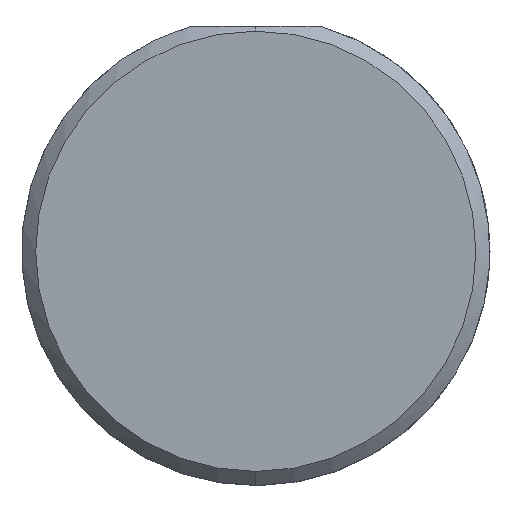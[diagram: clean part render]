
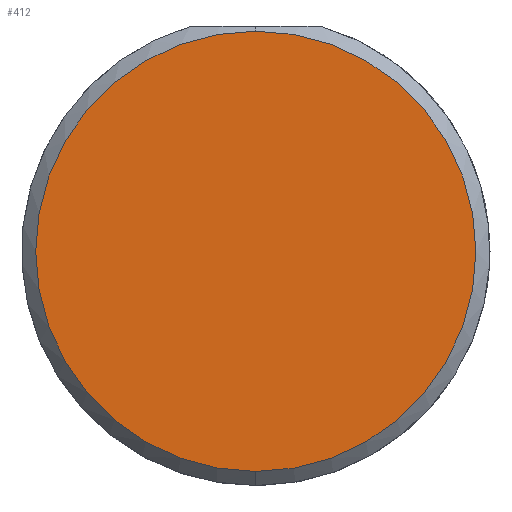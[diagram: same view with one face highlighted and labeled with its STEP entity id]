
A CAD part, left-side view. The second image highlights one B-rep face of the part: STEP entity #412.
In plain terms, the highlighted planar face has unit normal (-1, 0, 0).
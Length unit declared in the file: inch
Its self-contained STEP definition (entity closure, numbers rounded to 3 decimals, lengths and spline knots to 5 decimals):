
#17 = DIRECTION ( 'NONE',  ( -1., 0., 0. ) ) ;
#83 = FACE_OUTER_BOUND ( 'NONE', #659, .T. ) ;
#85 = DIRECTION ( 'NONE',  ( 0., 0., 1. ) ) ;
#97 = DIRECTION ( 'NONE',  ( 0., 0., -1. ) ) ;
#158 = ORIENTED_EDGE ( 'NONE', *, *, #769, .T. ) ;
#194 = AXIS2_PLACEMENT_3D ( 'NONE', #584, #467, #97 ) ;
#249 = VERTEX_POINT ( 'NONE', #320 ) ;
#251 = AXIS2_PLACEMENT_3D ( 'NONE', #583, #17, #85 ) ;
#320 = CARTESIAN_POINT ( 'NONE',  ( 0., 0., -0.23485 ) ) ;
#331 = CIRCLE ( 'NONE', #251, 0.23485 ) ;
#340 = PLANE ( 'NONE',  #194 ) ;
#345 = AXIS2_PLACEMENT_3D ( 'NONE', #581, #394, #460 ) ;
#375 = EDGE_CURVE ( 'NONE', #249, #790, #538, .T. ) ;
#394 = DIRECTION ( 'NONE',  ( -1., 0., 0. ) ) ;
#409 = CARTESIAN_POINT ( 'NONE',  ( 0., 0., 0.23485 ) ) ;
#412 = ADVANCED_FACE ( 'NONE', ( #83 ), #340, .F. ) ;
#460 = DIRECTION ( 'NONE',  ( 0., 0., 1. ) ) ;
#467 = DIRECTION ( 'NONE',  ( 1., 0., 0. ) ) ;
#538 = CIRCLE ( 'NONE', #345, 0.23485 ) ;
#558 = ORIENTED_EDGE ( 'NONE', *, *, #375, .T. ) ;
#581 = CARTESIAN_POINT ( 'NONE',  ( 0., 0., 0. ) ) ;
#583 = CARTESIAN_POINT ( 'NONE',  ( 0., 0., 0. ) ) ;
#584 = CARTESIAN_POINT ( 'NONE',  ( 0., 0., 0. ) ) ;
#659 = EDGE_LOOP ( 'NONE', ( #558, #158 ) ) ;
#769 = EDGE_CURVE ( 'NONE', #790, #249, #331, .T. ) ;
#790 = VERTEX_POINT ( 'NONE', #409 ) ;
